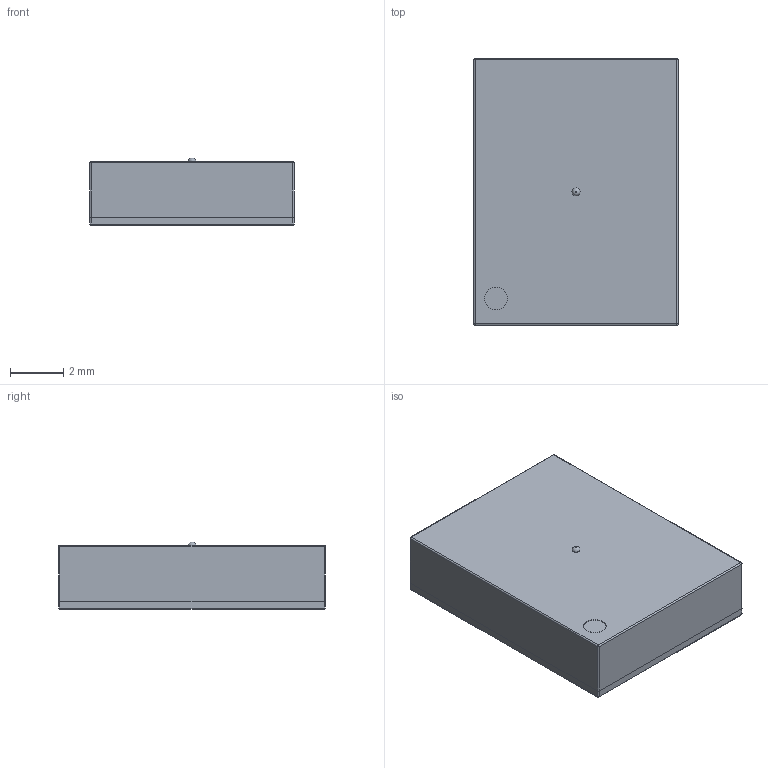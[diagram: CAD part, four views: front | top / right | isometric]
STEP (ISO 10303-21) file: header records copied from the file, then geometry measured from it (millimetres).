
FILE_DESCRIPTION(/* description */ ('Unknown'),/* implementation_level */ '2;1');
FILE_NAME(/* name */ 'AHV85110KNHLU',/* time_stamp */ '2024-02-22T13:06:09+02:00',/* author */ ('Unknown'),/* organization */ ('Unknown'),/* preprocessor_version */ 'ST-DEVELOPER v18.102',/* originating_system */ 'Solid Edge',/* authorisation */ 'Unknown');
FILE_SCHEMA (('AUTOMOTIVE_DESIGN {1 0 10303 214 3 1 1}'));
Length unit declared in the file: millimetre
Products named in the file (1): AHV85110KNHLU
Bounding box: 7.66 x 10 x 2.53 mm (x, y, z)
Volume: 183.7 mm3; surface area: 236.7 mm2
Topology: 1 solids, 1 shells, 100 faces, 228 edges, 136 vertices
Faces by surface type: plane 73, cylinder 18, sphere 8, torus 1
Full cylindrical faces by diameter (mm): 0.3 x1, 0.844 x1
Entity records: 3384 total; most frequent: CARTESIAN_POINT 452, DIRECTION 451, ORIENTED_EDGE 432, EDGE_CURVE 216, LINE 183, VECTOR 183, VERTEX_POINT 135, AXIS2_PLACEMENT_3D 134
